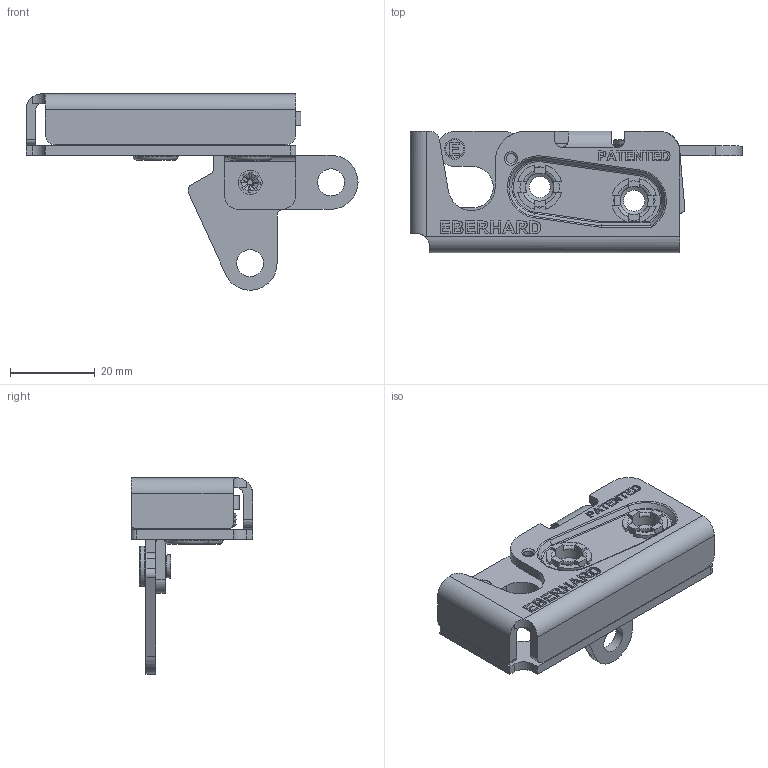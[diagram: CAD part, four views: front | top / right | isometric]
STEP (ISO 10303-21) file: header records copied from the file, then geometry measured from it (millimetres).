
FILE_DESCRIPTION((''),'2;1');
FILE_NAME('11-240-R.stp','2012-10-30T10:48:05',('fredp'),(''),'Autodesk Inventor 2012','Autodesk Inventor 2012','');
FILE_SCHEMA(('AUTOMOTIVE_DESIGN { 1 0 10303 214 1 1 1 1 }'));
Length unit declared in the file: inch
Products named in the file (1): 11-240-R
Bounding box: 78.17 x 28.59 x 46.21 mm (x, y, z)
Volume: 15127.1 mm3; surface area: 17142.7 mm2
Topology: 9 solids, 9 shells, 668 faces, 1773 edges, 1165 vertices
Faces by surface type: plane 407, cylinder 135, bspline 78, torus 35, cone 9, revolution 4
Full cylindrical faces by diameter (mm): 1.016 x4, 2.337 x1, 3.175 x1, 4.318 x2, 4.826 x3, 4.978 x2, 5.207 x1, 6.096 x1, 6.35 x2, 6.528 x1, 6.629 x4, 8.484 x4, 9.525 x1, 11.113 x2, 11.367 x2, 12.7 x2
Entity records: 23591 total; most frequent: CARTESIAN_POINT 6773, ORIENTED_EDGE 3408, DIRECTION 3030, EDGE_CURVE 1704, VERTEX_POINT 1154, VECTOR 1154, LINE 1154, AXIS2_PLACEMENT_3D 936
